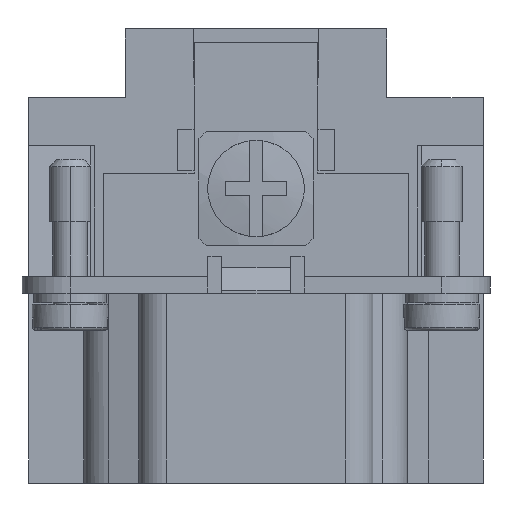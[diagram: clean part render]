
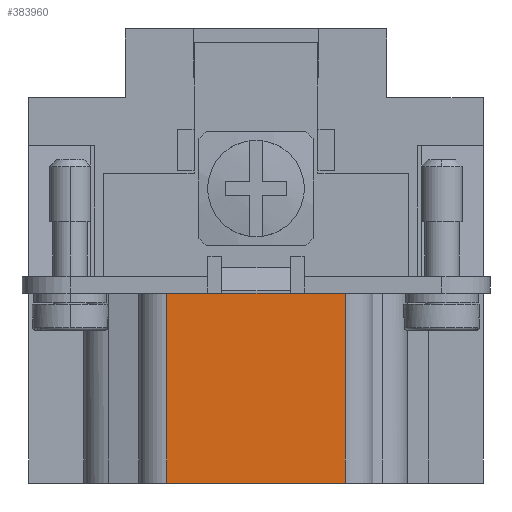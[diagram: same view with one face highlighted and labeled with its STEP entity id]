
A CAD part, left-side view. The second image highlights one B-rep face of the part: STEP entity #383960.
In plain terms, the highlighted planar face has unit normal (-1, 0, 0).
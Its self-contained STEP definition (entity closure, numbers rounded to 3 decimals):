
#329310=CARTESIAN_POINT('',(-41.5,-6.5,33.));
#329320=VERTEX_POINT('',#329310);
#329350=CARTESIAN_POINT('',(-41.5,-6.5,33.));
#329360=DIRECTION('',(0.,1.,0.));
#329370=VECTOR('',#329360,13.);
#329380=LINE('',#329350,#329370);
#329390=CARTESIAN_POINT('',(-41.5,6.5,33.));
#329400=VERTEX_POINT('',#329390);
#329410=EDGE_CURVE('',#329320,#329400,#329380,.T.);
#373720=CARTESIAN_POINT('',(-41.5,3.5,19.2));
#373730=VERTEX_POINT('',#373720);
#373760=CARTESIAN_POINT('',(-41.5,3.5,19.2));
#373770=DIRECTION('',(0.,-1.,0.));
#373780=VECTOR('',#373770,7.);
#373790=LINE('',#373760,#373780);
#373800=CARTESIAN_POINT('',(-41.5,-3.5,19.2));
#373810=VERTEX_POINT('',#373800);
#373820=EDGE_CURVE('',#373730,#373810,#373790,.T.);
#383520=CARTESIAN_POINT('',(-41.5,-6.5,19.2));
#383530=VERTEX_POINT('',#383520);
#383560=CARTESIAN_POINT('',(-41.5,-6.5,19.2));
#383570=DIRECTION('',(0.,0.,1.));
#383580=VECTOR('',#383570,13.8);
#383590=LINE('',#383560,#383580);
#383600=EDGE_CURVE('',#383530,#329320,#383590,.T.);
#383660=CARTESIAN_POINT('',(-41.5,-6.5,19.2));
#383670=DIRECTION('',(-1.,0.,0.));
#383680=DIRECTION('',(0.,0.,1.));
#383690=AXIS2_PLACEMENT_3D('',#383660,#383670,#383680);
#383700=PLANE('',#383690);
#383710=ORIENTED_EDGE('',*,*,#383600,.T.);
#383720=CARTESIAN_POINT('',(-41.5,-6.5,19.2));
#383730=DIRECTION('',(0.,1.,0.));
#383740=VECTOR('',#383730,3.);
#383750=LINE('',#383720,#383740);
#383760=EDGE_CURVE('',#383530,#373810,#383750,.T.);
#383770=ORIENTED_EDGE('',*,*,#383760,.F.);
#383780=ORIENTED_EDGE('',*,*,#373820,.T.);
#383790=CARTESIAN_POINT('',(-41.5,3.5,19.2));
#383800=DIRECTION('',(0.,1.,0.));
#383810=VECTOR('',#383800,3.);
#383820=LINE('',#383790,#383810);
#383830=CARTESIAN_POINT('',(-41.5,6.5,19.2));
#383840=VERTEX_POINT('',#383830);
#383850=EDGE_CURVE('',#373730,#383840,#383820,.T.);
#383860=ORIENTED_EDGE('',*,*,#383850,.F.);
#383870=CARTESIAN_POINT('',(-41.5,6.5,19.2));
#383880=DIRECTION('',(0.,0.,1.));
#383890=VECTOR('',#383880,13.8);
#383900=LINE('',#383870,#383890);
#383910=EDGE_CURVE('',#383840,#329400,#383900,.T.);
#383920=ORIENTED_EDGE('',*,*,#383910,.F.);
#383930=ORIENTED_EDGE('',*,*,#329410,.T.);
#383940=EDGE_LOOP('',(#383930,#383920,#383860,#383780,#383770,#383710));
#383950=FACE_OUTER_BOUND('',#383940,.T.);
#383960=ADVANCED_FACE('',(#383950),#383700,.T.);
